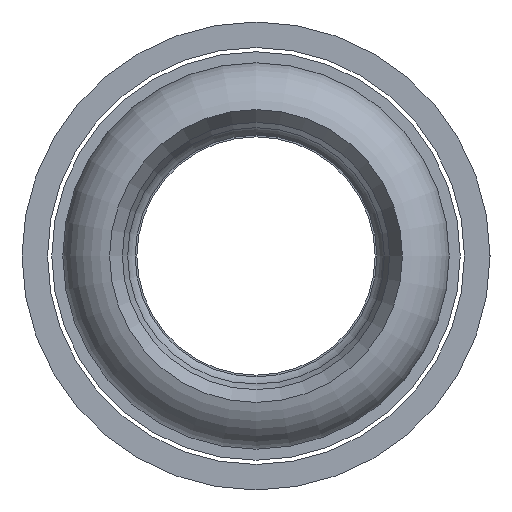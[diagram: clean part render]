
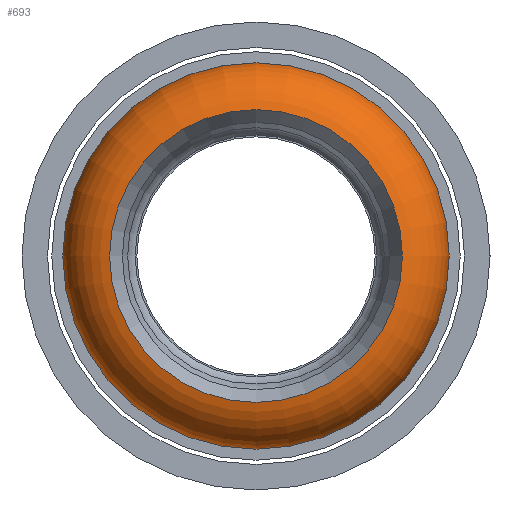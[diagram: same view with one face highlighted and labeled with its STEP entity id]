
A CAD part, left-side view. The second image highlights one B-rep face of the part: STEP entity #693.
In plain terms, the highlighted toroidal (fillet/blend) face has major radius 8.008 mm and minor radius 3.346 mm.
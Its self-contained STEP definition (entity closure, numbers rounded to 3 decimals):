
#99=FACE_OUTER_BOUND('',#137,.T.);
#137=EDGE_LOOP('',(#486,#487,#488,#489,#490,#491,#492,#493));
#196=CIRCLE('',#771,8.6);
#197=CIRCLE('',#772,8.6);
#198=CIRCLE('',#773,3.346);
#199=CIRCLE('',#774,9.15);
#200=CIRCLE('',#775,9.15);
#201=CIRCLE('',#776,9.15);
#202=CIRCLE('',#777,8.6);
#284=VERTEX_POINT('',#1195);
#285=VERTEX_POINT('',#1196);
#286=VERTEX_POINT('',#1198);
#287=VERTEX_POINT('',#1200);
#288=VERTEX_POINT('',#1202);
#289=VERTEX_POINT('',#1204);
#368=EDGE_CURVE('',#284,#285,#196,.T.);
#369=EDGE_CURVE('',#286,#284,#197,.T.);
#370=EDGE_CURVE('',#286,#287,#198,.T.);
#371=EDGE_CURVE('',#287,#288,#199,.T.);
#372=EDGE_CURVE('',#288,#289,#200,.T.);
#373=EDGE_CURVE('',#289,#287,#201,.T.);
#374=EDGE_CURVE('',#285,#286,#202,.T.);
#486=ORIENTED_EDGE('',*,*,#368,.F.);
#487=ORIENTED_EDGE('',*,*,#369,.F.);
#488=ORIENTED_EDGE('',*,*,#370,.T.);
#489=ORIENTED_EDGE('',*,*,#371,.T.);
#490=ORIENTED_EDGE('',*,*,#372,.T.);
#491=ORIENTED_EDGE('',*,*,#373,.T.);
#492=ORIENTED_EDGE('',*,*,#370,.F.);
#493=ORIENTED_EDGE('',*,*,#374,.F.);
#681=TOROIDAL_SURFACE('',#770,8.008,3.346);
#693=ADVANCED_FACE('',(#99),#681,.T.);
#770=AXIS2_PLACEMENT_3D('',#1194,#923,#924);
#771=AXIS2_PLACEMENT_3D('',#1197,#925,#926);
#772=AXIS2_PLACEMENT_3D('',#1199,#927,#928);
#773=AXIS2_PLACEMENT_3D('',#1201,#929,#930);
#774=AXIS2_PLACEMENT_3D('',#1203,#931,#932);
#775=AXIS2_PLACEMENT_3D('',#1205,#933,#934);
#776=AXIS2_PLACEMENT_3D('',#1206,#935,#936);
#777=AXIS2_PLACEMENT_3D('',#1207,#937,#938);
#923=DIRECTION('center_axis',(-1.,0.,0.));
#924=DIRECTION('ref_axis',(0.,0.,1.));
#925=DIRECTION('center_axis',(-1.,0.,0.));
#926=DIRECTION('ref_axis',(0.,-1.,0.));
#927=DIRECTION('center_axis',(-1.,0.,0.));
#928=DIRECTION('ref_axis',(0.,-1.,0.));
#929=DIRECTION('center_axis',(0.,-1.,0.));
#930=DIRECTION('ref_axis',(0.,0.,-1.));
#931=DIRECTION('center_axis',(-1.,0.,0.));
#932=DIRECTION('ref_axis',(0.,-1.,0.));
#933=DIRECTION('center_axis',(-1.,0.,0.));
#934=DIRECTION('ref_axis',(0.,-1.,0.));
#935=DIRECTION('center_axis',(-1.,0.,0.));
#936=DIRECTION('ref_axis',(0.,-1.,0.));
#937=DIRECTION('center_axis',(-1.,0.,0.));
#938=DIRECTION('ref_axis',(0.,-1.,0.));
#1194=CARTESIAN_POINT('Origin',(-246.707,0.,0.));
#1195=CARTESIAN_POINT('',(-250.,0.,8.6));
#1196=CARTESIAN_POINT('',(-250.,8.6,0.));
#1197=CARTESIAN_POINT('Origin',(-250.,0.,0.));
#1198=CARTESIAN_POINT('',(-250.,0.,-8.6));
#1199=CARTESIAN_POINT('Origin',(-250.,0.,0.));
#1200=CARTESIAN_POINT('',(-243.563,0.,-9.15));
#1201=CARTESIAN_POINT('Origin',(-246.707,0.,
-8.008));
#1202=CARTESIAN_POINT('',(-243.563,0.,9.15));
#1203=CARTESIAN_POINT('Origin',(-243.563,0.,0.));
#1204=CARTESIAN_POINT('',(-243.563,9.15,0.));
#1205=CARTESIAN_POINT('Origin',(-243.563,0.,0.));
#1206=CARTESIAN_POINT('Origin',(-243.563,0.,0.));
#1207=CARTESIAN_POINT('Origin',(-250.,0.,0.));
